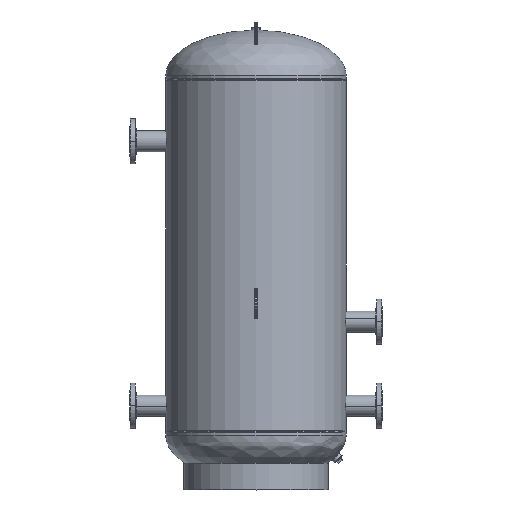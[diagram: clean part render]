
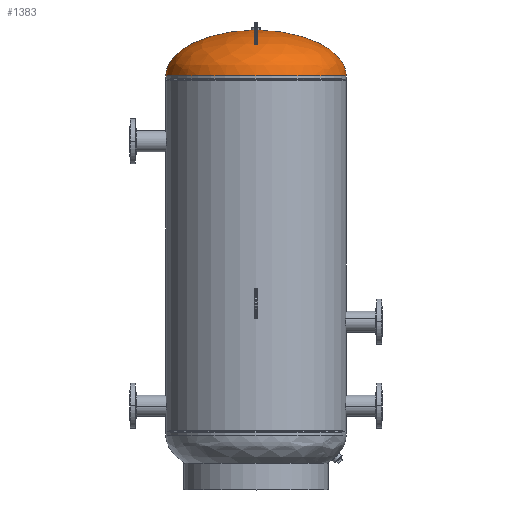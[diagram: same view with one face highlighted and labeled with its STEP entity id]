
A CAD part, top view. The second image highlights one B-rep face of the part: STEP entity #1383.
In plain terms, the highlighted free-form (B-spline) face has degree [3, 3] with [4, 4] control points.
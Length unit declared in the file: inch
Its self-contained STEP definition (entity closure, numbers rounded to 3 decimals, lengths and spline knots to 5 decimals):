
#668 = FACE_OUTER_BOUND ( 'NONE', #5311, .T. ) ;
#745 = CARTESIAN_POINT ( 'NONE',  ( -0.625, 8.36841, 1.25 ) ) ;
#834 = CARTESIAN_POINT ( 'NONE',  ( 15., 5.08686, 0. ) ) ;
#873 = CARTESIAN_POINT ( 'NONE',  ( -9.11675, 8.18929, 0. ) ) ;
#1008 = DIRECTION ( 'NONE',  ( -1., 0., 0. ) ) ;
#1383 = ADVANCED_FACE ( 'NONE', ( #668 ), #11399, .T. ) ;
#1422 =( BOUNDED_CURVE ( )  B_SPLINE_CURVE ( 3, ( #4075, #873, #10785, #6476 ),
 .UNSPECIFIED., .F., .F. ) 
 B_SPLINE_CURVE_WITH_KNOTS ( ( 4, 4 ),
 ( 4.75407, 6.28319 ),
 .UNSPECIFIED. ) 
 CURVE ( )  GEOMETRIC_REPRESENTATION_ITEM ( )  RATIONAL_B_SPLINE_CURVE ( ( 1., 0.814, 0.814, 1. ) ) 
 REPRESENTATION_ITEM ( '' )  );
#1439 = VERTEX_POINT ( 'NONE', #3068 ) ;
#1767 = CARTESIAN_POINT ( 'NONE',  ( 0.625, 8.36841, 0. ) ) ;
#1952 = AXIS2_PLACEMENT_3D ( 'NONE', #4487, #12102, #9807 ) ;
#2001 = CARTESIAN_POINT ( 'NONE',  ( 15., 0.788, 0. ) ) ;
#2105 = CARTESIAN_POINT ( 'NONE',  ( 0., 0.788, 0. ) ) ;
#2136 = CARTESIAN_POINT ( 'NONE',  ( 15., 0.788, 0. ) ) ;
#2687 = EDGE_CURVE ( 'NONE', #9491, #1439, #8236, .T. ) ;
#3008 =( BOUNDED_CURVE ( )  B_SPLINE_CURVE ( 3, ( #11872, #3154, #834, #2001 ),
 .UNSPECIFIED., .F., .F. ) 
 B_SPLINE_CURVE_WITH_KNOTS ( ( 4, 4 ),
 ( 4.75407, 6.28319 ),
 .UNSPECIFIED. ) 
 CURVE ( )  GEOMETRIC_REPRESENTATION_ITEM ( )  RATIONAL_B_SPLINE_CURVE ( ( 1., 0.814, 0.814, 1. ) ) 
 REPRESENTATION_ITEM ( '' )  );
#3068 = CARTESIAN_POINT ( 'NONE',  ( -0.625, 8.36841, 0. ) ) ;
#3154 = CARTESIAN_POINT ( 'NONE',  ( 9.11675, 8.18929, 0. ) ) ;
#3801 = CARTESIAN_POINT ( 'NONE',  ( -15., 0.788, 0. ) ) ;
#3902 = CARTESIAN_POINT ( 'NONE',  ( -15., 0.788, 0. ) ) ;
#4075 = CARTESIAN_POINT ( 'NONE',  ( -0.625, 8.36841, 0. ) ) ;
#4487 = CARTESIAN_POINT ( 'NONE',  ( 0., 8.36841, 0. ) ) ;
#5118 = CARTESIAN_POINT ( 'NONE',  ( 9.11675, 8.18929, 0. ) ) ;
#5187 = CARTESIAN_POINT ( 'NONE',  ( 9.11675, 8.18929, 18.23349 ) ) ;
#5311 = EDGE_LOOP ( 'NONE', ( #13026, #5809, #10303, #12526, #10170 ) ) ;
#5359 = AXIS2_PLACEMENT_3D ( 'NONE', #2105, #11000, #1008 ) ;
#5647 = VERTEX_POINT ( 'NONE', #2136 ) ;
#5809 = ORIENTED_EDGE ( 'NONE', *, *, #9543, .T. ) ;
#5829 = CIRCLE ( 'NONE', #5359, 15. ) ;
#5985 = CARTESIAN_POINT ( 'NONE',  ( 15., 0.788, 0. ) ) ;
#6476 = CARTESIAN_POINT ( 'NONE',  ( -15., 0.788, 0. ) ) ;
#6550 = VERTEX_POINT ( 'NONE', #8651 ) ;
#7092 = CARTESIAN_POINT ( 'NONE',  ( -15., 0.788, 30. ) ) ;
#7858 = EDGE_CURVE ( 'NONE', #6550, #9491, #11180, .T. ) ;
#8236 = CIRCLE ( 'NONE', #1952, 0.625 ) ;
#8258 = CARTESIAN_POINT ( 'NONE',  ( 15., 0.788, 30. ) ) ;
#8405 = CARTESIAN_POINT ( 'NONE',  ( -0.625, 8.36841, 0. ) ) ;
#8534 = CARTESIAN_POINT ( 'NONE',  ( 15., 5.08686, 30. ) ) ;
#8598 = AXIS2_PLACEMENT_3D ( 'NONE', #12969, #8840, #10148 ) ;
#8651 = CARTESIAN_POINT ( 'NONE',  ( 0.625, 8.36841, 0. ) ) ;
#8840 = DIRECTION ( 'NONE',  ( 0., -1., 0. ) ) ;
#9491 = VERTEX_POINT ( 'NONE', #14222 ) ;
#9543 = EDGE_CURVE ( 'NONE', #1439, #11187, #1422, .T. ) ;
#9552 = CARTESIAN_POINT ( 'NONE',  ( -15., 5.08686, 0. ) ) ;
#9807 = DIRECTION ( 'NONE',  ( -1., 0., 0. ) ) ;
#10148 = DIRECTION ( 'NONE',  ( -1., 0., 0. ) ) ;
#10170 = ORIENTED_EDGE ( 'NONE', *, *, #7858, .T. ) ;
#10303 = ORIENTED_EDGE ( 'NONE', *, *, #12498, .T. ) ;
#10649 = CARTESIAN_POINT ( 'NONE',  ( -9.11675, 8.18929, 18.23349 ) ) ;
#10785 = CARTESIAN_POINT ( 'NONE',  ( -15., 5.08686, 0. ) ) ;
#11000 = DIRECTION ( 'NONE',  ( 0., 1., 0. ) ) ;
#11180 = CIRCLE ( 'NONE', #8598, 0.625 ) ;
#11187 = VERTEX_POINT ( 'NONE', #3902 ) ;
#11399 =( BOUNDED_SURFACE ( )  B_SPLINE_SURFACE ( 3, 3, ( 
 ( #8405, #745, #11779, #1767 ),
 ( #14093, #10649, #5187, #5118 ),
 ( #9552, #14023, #8534, #13010 ),
 ( #3801, #7092, #8258, #5985 ) ),
 .UNSPECIFIED., .F., .F., .F. ) 
 B_SPLINE_SURFACE_WITH_KNOTS ( ( 4, 4 ),
 ( 4, 4 ),
 ( 0., 1. ),
 ( 0., 1. ),
 .UNSPECIFIED. ) 
 GEOMETRIC_REPRESENTATION_ITEM ( )  RATIONAL_B_SPLINE_SURFACE ( (
 ( 1., 0.333, 0.333, 1.),
 ( 0.814, 0.271, 0.271, 0.814),
 ( 0.814, 0.271, 0.271, 0.814),
 ( 1., 0.333, 0.333, 1.) ) ) 
 REPRESENTATION_ITEM ( '' )  SURFACE ( )  );
#11779 = CARTESIAN_POINT ( 'NONE',  ( 0.625, 8.36841, 1.25 ) ) ;
#11872 = CARTESIAN_POINT ( 'NONE',  ( 0.625, 8.36841, 0. ) ) ;
#12102 = DIRECTION ( 'NONE',  ( 0., -1., 0. ) ) ;
#12498 = EDGE_CURVE ( 'NONE', #11187, #5647, #5829, .T. ) ;
#12526 = ORIENTED_EDGE ( 'NONE', *, *, #13689, .F. ) ;
#12969 = CARTESIAN_POINT ( 'NONE',  ( 0., 8.36841, 0. ) ) ;
#13010 = CARTESIAN_POINT ( 'NONE',  ( 15., 5.08686, 0. ) ) ;
#13026 = ORIENTED_EDGE ( 'NONE', *, *, #2687, .T. ) ;
#13689 = EDGE_CURVE ( 'NONE', #6550, #5647, #3008, .T. ) ;
#14023 = CARTESIAN_POINT ( 'NONE',  ( -15., 5.08686, 30. ) ) ;
#14093 = CARTESIAN_POINT ( 'NONE',  ( -9.11675, 8.18929, 0. ) ) ;
#14222 = CARTESIAN_POINT ( 'NONE',  ( 0., 8.36841, 0.625 ) ) ;
